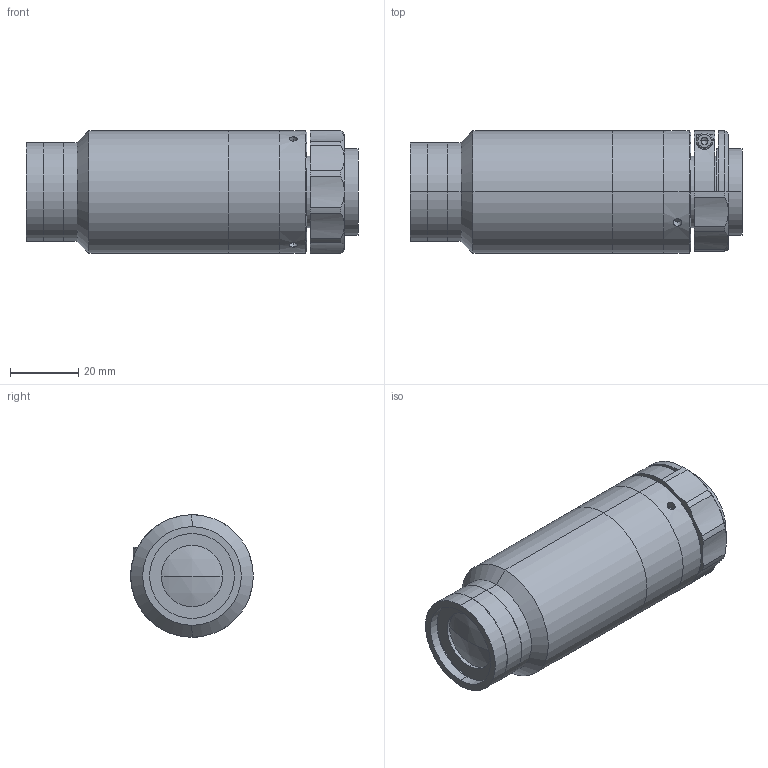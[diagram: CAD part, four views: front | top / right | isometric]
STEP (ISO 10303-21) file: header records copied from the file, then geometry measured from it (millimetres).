
FILE_DESCRIPTION (( 'STEP AP203' ), '1' );
FILE_NAME ('XF-MH025X352.STEP', '2020-08-24T07:11:00', ( 'canrill-02' ), ( '' ), 'SwSTEP 2.0', 'SolidWorks 2014', '' );
FILE_SCHEMA (( 'CONFIG_CONTROL_DESIGN' ));
Length unit declared in the file: millimetre
Products named in the file (1): XF-MH025X352
Bounding box: 97.5 x 36 x 36 mm (x, y, z)
Surface area: 16462 mm2 (no closed solid volume)
Topology: 0 solids, 11 shells, 98 faces, 262 edges, 176 vertices
Faces by surface type: cylinder 47, plane 32, cone 15, sphere 2, torus 2
Entity records: 3433 total; most frequent: CARTESIAN_POINT 856, DIRECTION 573, ORIENTED_EDGE 443, EDGE_CURVE 260, AXIS2_PLACEMENT_3D 237, VERTEX_POINT 176, CIRCLE 138, EDGE_LOOP 121
